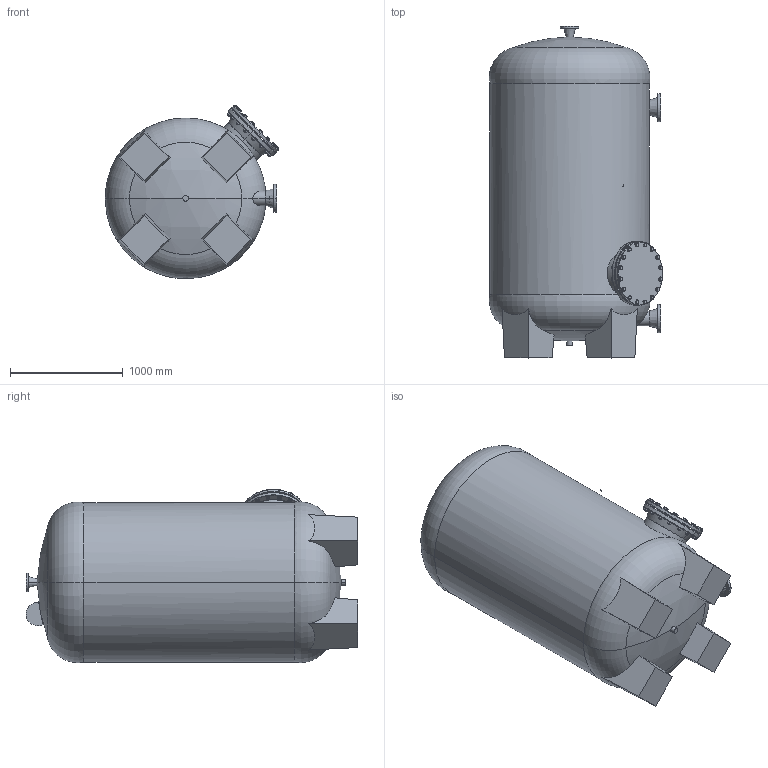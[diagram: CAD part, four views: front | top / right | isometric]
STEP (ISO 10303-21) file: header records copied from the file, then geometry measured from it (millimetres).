
FILE_DESCRIPTION (( 'STEP AP214' ), '1' );
FILE_NAME ('ozon_reactor_140c_.STEP', '2020-11-03T08:53:06', ( '' ), ( '' ), 'SwSTEP 2.0', 'SolidWorks 2019', '' );
FILE_SCHEMA (( 'AUTOMOTIVE_DESIGN' ));
Length unit declared in the file: millimetre
Products named in the file (1): ozon_reactor_140c_
Bounding box: 1541.38 x 2950.57 x 1541.3 mm (x, y, z)
Surface area: 16483758.5 mm2 (no closed solid volume)
Topology: 0 solids, 70 shells, 710 faces, 1751 edges, 1116 vertices
Faces by surface type: plane 293, cone 239, cylinder 128, torus 46, sphere 4
Entity records: 49434 total; most frequent: CARTESIAN_POINT 28129, ORIENTED_EDGE 3103, DIRECTION 1785, EDGE_CURVE 1751, B_SPLINE_CURVE_WITH_KNOTS 1540, VERTEX_POINT 1116, AXIS2_PLACEMENT_3D 863, EDGE_LOOP 759
